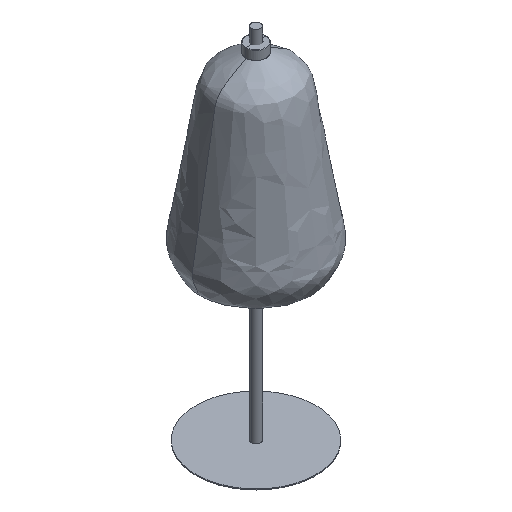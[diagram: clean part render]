
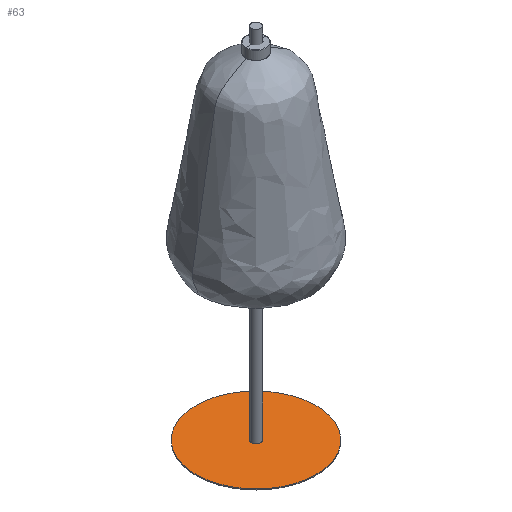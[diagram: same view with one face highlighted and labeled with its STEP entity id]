
A CAD part, isometric view. The second image highlights one B-rep face of the part: STEP entity #63.
In plain terms, the highlighted planar face has unit normal (0, 0, 1).
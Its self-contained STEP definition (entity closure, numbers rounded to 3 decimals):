
#63=ADVANCED_FACE('',(#108),#499,.T.);
#108=FACE_OUTER_BOUND('',#153,.T.);
#153=EDGE_LOOP('',(#210,#211));
#210=ORIENTED_EDGE('',*,*,#366,.T.);
#211=ORIENTED_EDGE('',*,*,#369,.T.);
#366=EDGE_CURVE('',#451,#453,#552,.T.);
#369=EDGE_CURVE('',#453,#451,#555,.T.);
#451=VERTEX_POINT('',#790);
#453=VERTEX_POINT('',#792);
#499=PLANE('',#704);
#552=(
BOUNDED_CURVE()
B_SPLINE_CURVE(2,(#800,#801,#802,#803,#804),.UNSPECIFIED.,.F.,.F.)
B_SPLINE_CURVE_WITH_KNOTS((3,2,3),(0.,102.102,204.204),
 .UNSPECIFIED.)
CURVE()
GEOMETRIC_REPRESENTATION_ITEM()
RATIONAL_B_SPLINE_CURVE((1.,0.707,1.,0.707,1.))
REPRESENTATION_ITEM('')
);
#555=(
BOUNDED_CURVE()
B_SPLINE_CURVE(2,(#812,#813,#814,#815,#816),.UNSPECIFIED.,.F.,.F.)
B_SPLINE_CURVE_WITH_KNOTS((3,2,3),(204.204,306.305,408.407),
 .UNSPECIFIED.)
CURVE()
GEOMETRIC_REPRESENTATION_ITEM()
RATIONAL_B_SPLINE_CURVE((1.,0.707,1.,0.707,1.))
REPRESENTATION_ITEM('')
);
#704=AXIS2_PLACEMENT_3D('',#787,#724,$);
#724=DIRECTION('',(0.,0.,1.));
#787=CARTESIAN_POINT('',(-81.25,-81.25,1.));
#790=CARTESIAN_POINT('',(65.,0.,1.));
#792=CARTESIAN_POINT('',(-65.,0.,1.));
#800=CARTESIAN_POINT('',(65.,0.,1.));
#801=CARTESIAN_POINT('',(65.,65.,1.));
#802=CARTESIAN_POINT('',(0.,65.,1.));
#803=CARTESIAN_POINT('',(-65.,65.,1.));
#804=CARTESIAN_POINT('',(-65.,0.,1.));
#812=CARTESIAN_POINT('',(-65.,0.,1.));
#813=CARTESIAN_POINT('',(-65.,-65.,1.));
#814=CARTESIAN_POINT('',(0.,-65.,1.));
#815=CARTESIAN_POINT('',(65.,-65.,1.));
#816=CARTESIAN_POINT('',(65.,0.,1.));
